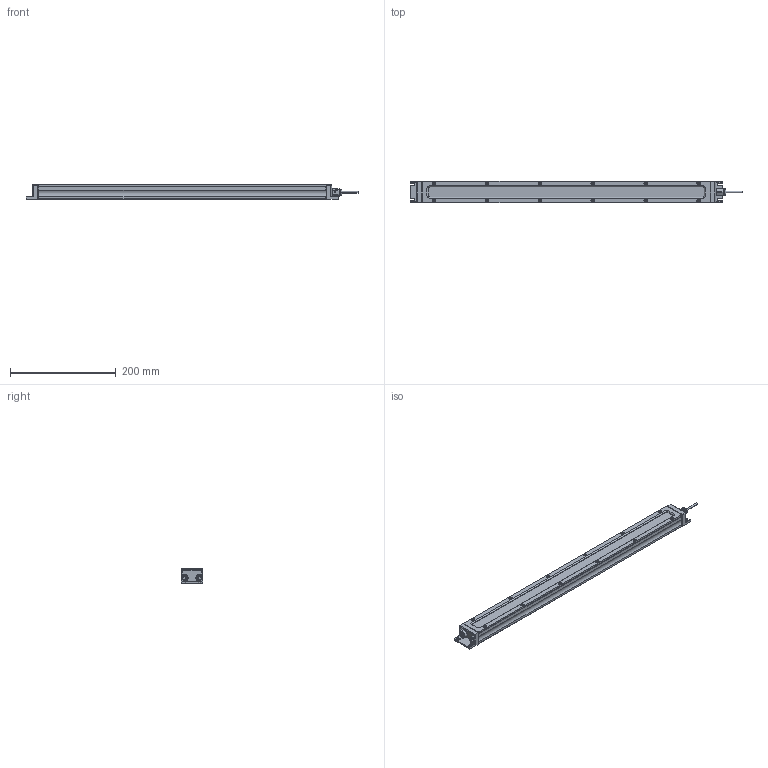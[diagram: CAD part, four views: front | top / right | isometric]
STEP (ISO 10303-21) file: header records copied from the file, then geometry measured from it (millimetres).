
FILE_DESCRIPTION((''),'2;1');
FILE_NAME('NLF26 SERIES.stp','2023-11-28T18:00:52',(''),(''),'Mechanical Desktop 2011','Mechanical Desktop 2011',', , ');
FILE_SCHEMA(('CONFIG_CONTROL_DESIGN'));
Length unit declared in the file: millimetre
Products named in the file (1): Product
Bounding box: 627 x 41 x 27.5 mm (x, y, z)
Volume: 528471.5 mm3; surface area: 146359.6 mm2
Topology: 24 solids, 24 shells, 895 faces, 2305 edges, 1479 vertices
Faces by surface type: bspline 288, plane 259, cylinder 209, cone 102, torus 29, sphere 8
Full cylindrical faces by diameter (mm): 9.865 x4, 11.488 x1
Entity records: 33977 total; most frequent: CARTESIAN_POINT 12767, ORIENTED_EDGE 4594, DIRECTION 4135, EDGE_CURVE 2297, VERTEX_POINT 1479, AXIS2_PLACEMENT_3D 1417, VECTOR 1301, LINE 1301
